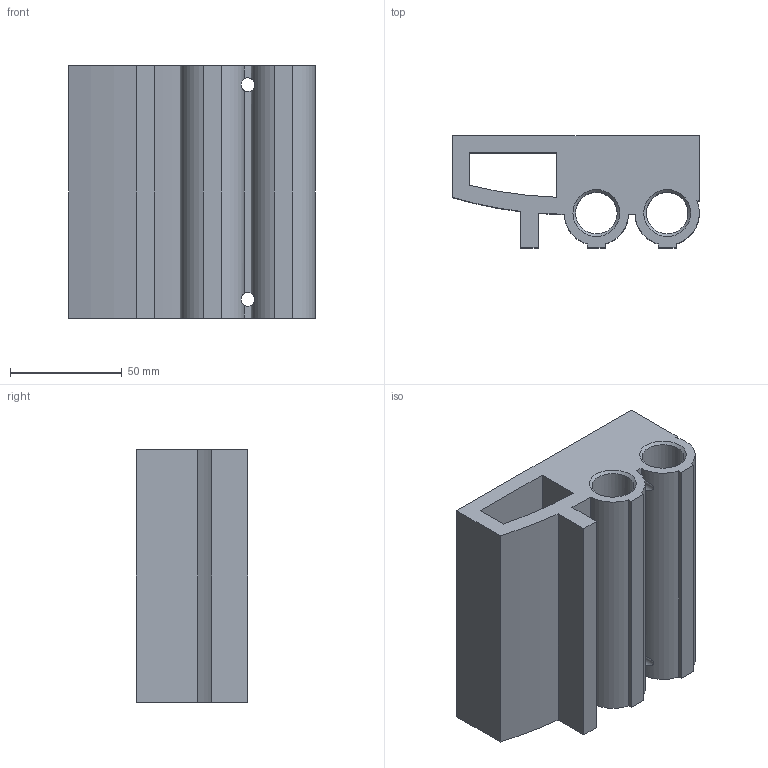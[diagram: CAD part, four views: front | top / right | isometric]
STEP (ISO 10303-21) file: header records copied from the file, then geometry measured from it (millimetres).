
FILE_DESCRIPTION(/* description */ ('STEP AP214'),/* implementation_level */ '2;1');
FILE_NAME(/* name */ '542252_VABM-P1-SF-G14-2-P3',/* time_stamp */ '2024-09-16T02:38:05+02:00',/* author */ ('License CC BY-ND 4.0'),/* organization */ ('CADENAS'),/* preprocessor_version */ 'ST-DEVELOPER v19.3',/* originating_system */ 'PARTsolutions',/* authorisation */ ' ');
FILE_SCHEMA (('AUTOMOTIVE_DESIGN {1 0 10303 214 3 1 1}'));
Length unit declared in the file: millimetre
Products named in the file (1): 542252 VABM-P1-SF-G14-2-P3
Bounding box: 110.4 x 50 x 113 mm (x, y, z)
Volume: 351329.3 mm3; surface area: 79653.3 mm2
Topology: 1 solids, 1 shells, 72 faces, 192 edges, 120 vertices
Faces by surface type: cylinder 27, plane 23, cone 22
Full cylindrical faces by diameter (mm): 3.242 x4, 6.2 x2, 8 x8, 11 x2, 11.445 x2, 18.631 x2
Entity records: 2154 total; most frequent: CARTESIAN_POINT 491, DIRECTION 340, ORIENTED_EDGE 280, EDGE_CURVE 140, AXIS2_PLACEMENT_3D 139, FACE_BOUND 136, EDGE_LOOP 130, VERTEX_POINT 112
